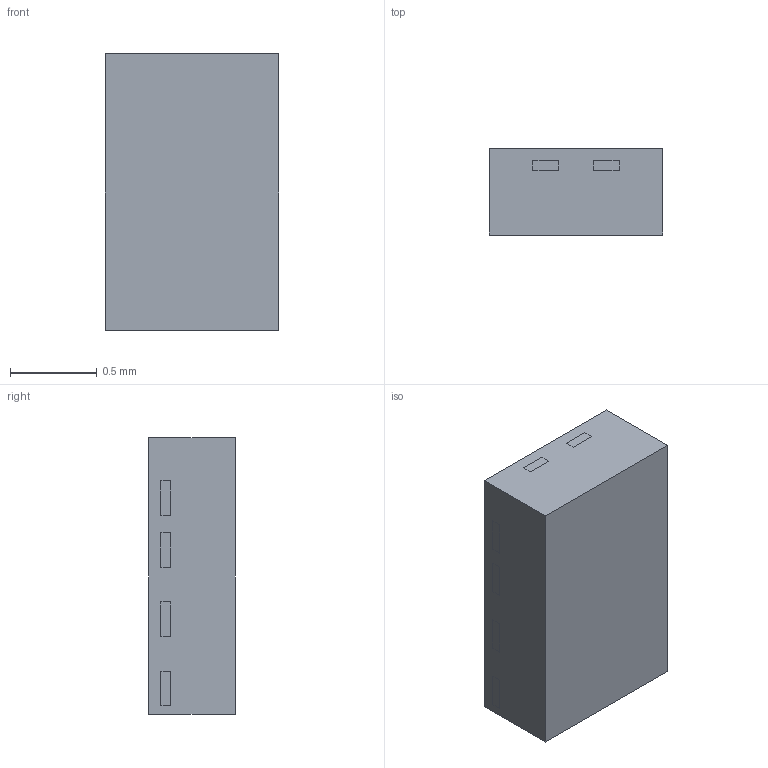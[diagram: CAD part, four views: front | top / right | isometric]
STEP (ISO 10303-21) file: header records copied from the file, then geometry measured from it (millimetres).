
FILE_DESCRIPTION(/* description */ (''),/* implementation_level */ '2;1');
FILE_NAME(/* name */ 'DFN1610C-2_STP',/* time_stamp */ '2020-07-31T09:42:28+08:00',/* author */ ('Wei Wu'),/* organization */ ('Diodes'),/* preprocessor_version */ 'ST-DEVELOPER v16.7',/* originating_system */ 'DEX',/* authorisation */ $);
FILE_SCHEMA (('AUTOMOTIVE_DESIGN {1 0 10303 214 3 1 1}'));
Length unit declared in the file: millimetre
Products named in the file (3): DFN1610C-2 3D; LDF; CPD
Assembly tree (2 placements, depth 2):
  DFN1610C-2 3D
    LDF
    CPD
Bounding box: 1 x 0.5 x 1.6 mm (x, y, z)
Volume: 0.8 mm3; surface area: 11.1 mm2
Topology: 3 solids, 3 shells, 114 faces, 348 edges, 230 vertices
Faces by surface type: plane 76, cylinder 34, torus 4
Entity records: 4427 total; most frequent: CARTESIAN_POINT 719, ORIENTED_EDGE 696, DIRECTION 646, EDGE_CURVE 348, LINE 268, VECTOR 268, VERTEX_POINT 230, AXIS2_PLACEMENT_3D 189
